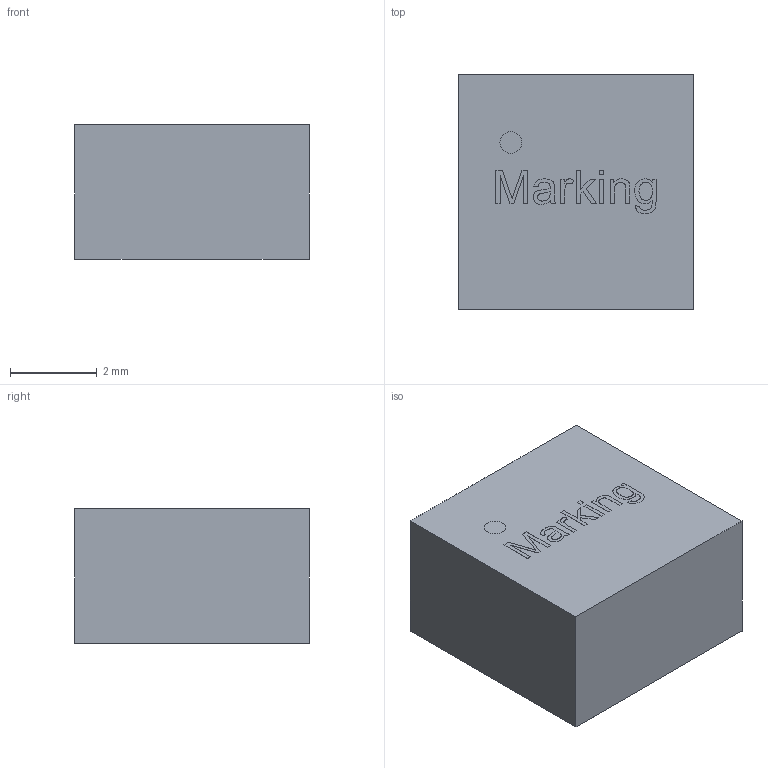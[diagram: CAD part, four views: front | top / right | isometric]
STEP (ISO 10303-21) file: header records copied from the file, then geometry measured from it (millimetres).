
FILE_DESCRIPTION(/* description */ (''),/* implementation_level */ '2;1');
FILE_NAME(/* name */ '74438367xxx_5030',/* time_stamp */ '2018-08-22T15:49:24+02:00',/* author */ ('WJ'),/* organization */ ('WÃ¼rth Elektronik eiSos GmbH & Co. KG'),/* preprocessor_version */ 'ST-DEVELOPER v16.7',/* originating_system */ 'DEX',/* authorisation */ $);
FILE_SCHEMA (('AUTOMOTIVE_DESIGN {1 0 10303 214 3 1 1}'));
Length unit declared in the file: millimetre
Products named in the file (3): 74438367xxx_5030; body_SSMC_5030; land_pattern
Assembly tree (3 placements, depth 2):
  74438367xxx_5030
    body_SSMC_5030
    land_pattern  x2
Bounding box: 5.4 x 5.4 x 3.1 mm (x, y, z)
Volume: 90.4 mm3; surface area: 159.9 mm2
Topology: 3 solids, 3 shells, 96 faces, 237 edges, 158 vertices
Faces by surface type: plane 79, bspline 16, cylinder 1
Full cylindrical faces by diameter (mm): 0.5 x1
Entity records: 3299 total; most frequent: CARTESIAN_POINT 1357, ORIENTED_EDGE 446, DIRECTION 257, EDGE_CURVE 223, VERTEX_POINT 150, B_SPLINE_CURVE_WITH_KNOTS 124, EDGE_LOOP 103, FACE_BOUND 103
